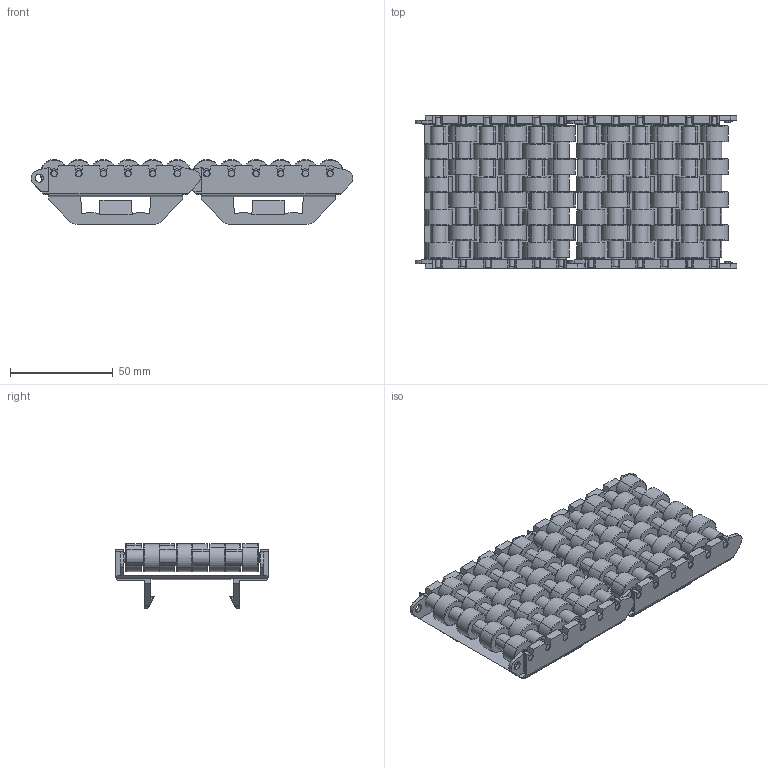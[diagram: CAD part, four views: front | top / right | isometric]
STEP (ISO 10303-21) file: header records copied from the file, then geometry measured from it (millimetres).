
FILE_DESCRIPTION (( 'STEP AP214' ), '1' );
FILE_NAME ('Rexnord-S0580-603292.step', '2019-01-31T08:51:21', ( '' ), ( '' ), 'SwSTEP 2.0', 'SolidWorks 2019', '' );
FILE_SCHEMA (( 'AUTOMOTIVE_DESIGN' ));
Length unit declared in the file: millimetre
Products named in the file (3): Rexnord-S0580-603292; Rexnord-S0580-603292_S0580_1_S65; Rexnord-S0580-603292_roller_S65
Assembly tree (14 placements, depth 2):
  Rexnord-S0580-603292
    Rexnord-S0580-603292_S0580_1_S65  x2
    Rexnord-S0580-603292_roller_S65  x12
Bounding box: 156.59 x 74 x 31.49 mm (x, y, z)
Volume: 111278.6 mm3; surface area: 72695.9 mm2
Topology: 14 solids, 14 shells, 1060 faces, 2458 edges, 1556 vertices
Faces by surface type: plane 480, cylinder 388, torus 192
Entity records: 8990 total; most frequent: CARTESIAN_POINT 1521, ORIENTED_EDGE 1418, DIRECTION 1403, EDGE_CURVE 709, LINE 531, VECTOR 531, VERTEX_POINT 458, AXIS2_PLACEMENT_3D 436
